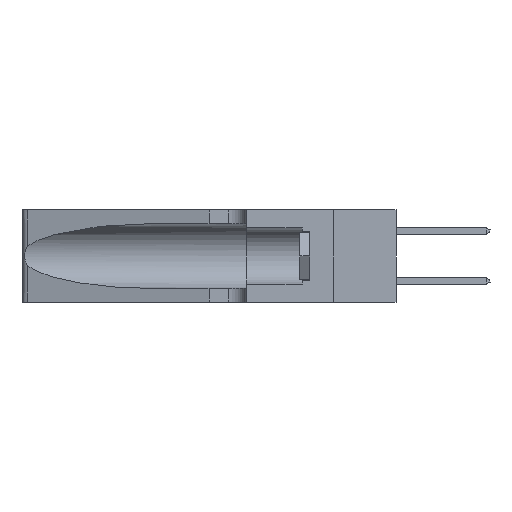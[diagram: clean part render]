
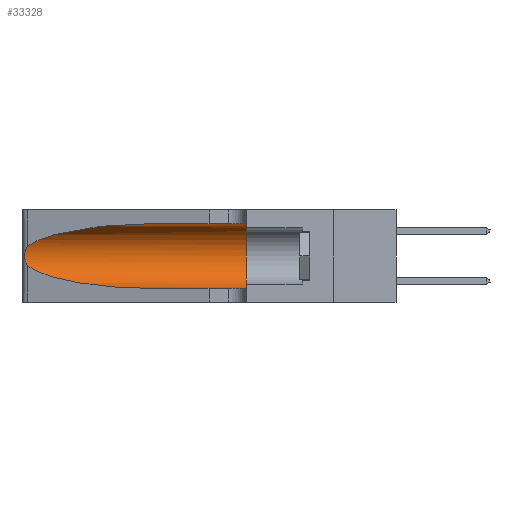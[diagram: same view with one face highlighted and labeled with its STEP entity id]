
A CAD part, left-side view. The second image highlights one B-rep face of the part: STEP entity #33328.
In plain terms, the highlighted cylindrical face has radius 3.308 mm (diameter 6.617 mm), a partial arc.
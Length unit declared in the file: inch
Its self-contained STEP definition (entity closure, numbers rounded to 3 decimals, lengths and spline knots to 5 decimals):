
#1374 = CARTESIAN_POINT ( 'NONE',  ( 0.25487, 1.22718, 0.14631 ) ) ;
#1940 = LINE ( 'NONE', #34367, #17818 ) ;
#2216 = CARTESIAN_POINT ( 'NONE',  ( 0.25487, 1.22718, 0.22369 ) ) ;
#2455 = CARTESIAN_POINT ( 'NONE',  ( 0.26075, 1.23896, 0.178 ) ) ;
#5672 = CARTESIAN_POINT ( 'NONE',  ( 0.25856, 1.23593, 0.16098 ) ) ;
#6190 = CYLINDRICAL_SURFACE ( 'NONE', #38693, 0.13025 ) ;
#7016 = B_SPLINE_CURVE_WITH_KNOTS ( 'NONE', 3,
 ( #15094, #34042, #30881, #37162, #18264, #40352, #21466, #2455, #24647, #5672, #27837, #8850, #31010, #12038 ),
 .UNSPECIFIED., .F., .F.,
 ( 4, 2, 2, 2, 2, 2, 4 ),
 ( 0., 0.00027, 0.00053, 0.00107, 0.0016, 0.00187, 0.00214 ),
 .UNSPECIFIED. ) ;
#7438 = EDGE_CURVE ( 'NONE', #39154, #26952, #7016, .T. ) ;
#8544 = VECTOR ( 'NONE', #32813, 39.37008 ) ;
#8850 = CARTESIAN_POINT ( 'NONE',  ( 0.25639, 1.23186, 0.15144 ) ) ;
#8894 = ORIENTED_EDGE ( 'NONE', *, *, #21361, .T. ) ;
#11323 =( BOUNDED_CURVE ( )  B_SPLINE_CURVE ( 3, ( #40104, #18018, #21209, #2216 ),
 .UNSPECIFIED., .F., .F. ) 
 B_SPLINE_CURVE_WITH_KNOTS ( ( 4, 4 ),
 ( 1.5708, 2.84003 ),
 .UNSPECIFIED. ) 
 CURVE ( )  GEOMETRIC_REPRESENTATION_ITEM ( )  RATIONAL_B_SPLINE_CURVE ( ( 1., 0.87, 0.87, 1. ) ) 
 REPRESENTATION_ITEM ( '' )  );
#11684 = EDGE_CURVE ( 'NONE', #23251, #34435, #15998, .T. ) ;
#12038 = CARTESIAN_POINT ( 'NONE',  ( 0.25487, 1.22718, 0.14631 ) ) ;
#13452 = EDGE_CURVE ( 'NONE', #26952, #30168, #23003, .T. ) ;
#14305 = CARTESIAN_POINT ( 'NONE',  ( 0.25487, 1.22718, 0.14631 ) ) ;
#15094 = CARTESIAN_POINT ( 'NONE',  ( 0.25487, 1.22718, 0.22369 ) ) ;
#15152 = CARTESIAN_POINT ( 'NONE',  ( 0.1305, 0.72297, 0.31525 ) ) ;
#15330 = ORIENTED_EDGE ( 'NONE', *, *, #7438, .T. ) ;
#15998 = LINE ( 'NONE', #17045, #8544 ) ;
#16297 = CARTESIAN_POINT ( 'NONE',  ( 0.1305, 0.35, 0.05475 ) ) ;
#16837 = CARTESIAN_POINT ( 'NONE',  ( 0.1305, 0.35, 0.185 ) ) ;
#17045 = CARTESIAN_POINT ( 'NONE',  ( 0.1305, 1.61858, 0.31525 ) ) ;
#17502 = CARTESIAN_POINT ( 'NONE',  ( 0.18966, 0.96281, 0.05475 ) ) ;
#17818 = VECTOR ( 'NONE', #37497, 39.37008 ) ;
#18018 = CARTESIAN_POINT ( 'NONE',  ( 0.18966, 0.96281, 0.31525 ) ) ;
#18200 = EDGE_CURVE ( 'NONE', #30168, #32479, #1940, .T. ) ;
#18264 = CARTESIAN_POINT ( 'NONE',  ( 0.25854, 1.2359, 0.20912 ) ) ;
#20016 = DIRECTION ( 'NONE',  ( 0., 0., 1. ) ) ;
#20379 = CARTESIAN_POINT ( 'NONE',  ( 0.1305, 1.61858, 0.185 ) ) ;
#20512 = CARTESIAN_POINT ( 'NONE',  ( 0.25487, 1.22718, 0.22369 ) ) ;
#21209 = CARTESIAN_POINT ( 'NONE',  ( 0.2373, 1.15595, 0.28018 ) ) ;
#21361 = EDGE_CURVE ( 'NONE', #23251, #39154, #11323, .T. ) ;
#21466 = CARTESIAN_POINT ( 'NONE',  ( 0.26075, 1.23896, 0.19203 ) ) ;
#21589 = EDGE_LOOP ( 'NONE', ( #8894, #15330, #30119, #40812, #28590, #25076 ) ) ;
#23003 =( BOUNDED_CURVE ( )  B_SPLINE_CURVE ( 3, ( #14305, #36399, #17502, #39576 ),
 .UNSPECIFIED., .F., .F. ) 
 B_SPLINE_CURVE_WITH_KNOTS ( ( 4, 4 ),
 ( 3.44316, 4.71239 ),
 .UNSPECIFIED. ) 
 CURVE ( )  GEOMETRIC_REPRESENTATION_ITEM ( )  RATIONAL_B_SPLINE_CURVE ( ( 1., 0.87, 0.87, 1. ) ) 
 REPRESENTATION_ITEM ( '' )  );
#23251 = VERTEX_POINT ( 'NONE', #15152 ) ;
#24647 = CARTESIAN_POINT ( 'NONE',  ( 0.26017, 1.23833, 0.17102 ) ) ;
#25040 = CARTESIAN_POINT ( 'NONE',  ( 0.1305, 0.72297, 0.05475 ) ) ;
#25076 = ORIENTED_EDGE ( 'NONE', *, *, #11684, .F. ) ;
#26952 = VERTEX_POINT ( 'NONE', #1374 ) ;
#27837 = CARTESIAN_POINT ( 'NONE',  ( 0.25789, 1.23486, 0.15765 ) ) ;
#28590 = ORIENTED_EDGE ( 'NONE', *, *, #32537, .F. ) ;
#29798 = DIRECTION ( 'NONE',  ( 0., 0., -1. ) ) ;
#30119 = ORIENTED_EDGE ( 'NONE', *, *, #13452, .T. ) ;
#30168 = VERTEX_POINT ( 'NONE', #25040 ) ;
#30562 = CIRCLE ( 'NONE', #40251, 0.13025 ) ;
#30881 = CARTESIAN_POINT ( 'NONE',  ( 0.25639, 1.23184, 0.21858 ) ) ;
#31010 = CARTESIAN_POINT ( 'NONE',  ( 0.25555, 1.22993, 0.14849 ) ) ;
#32479 = VERTEX_POINT ( 'NONE', #16297 ) ;
#32480 = FACE_OUTER_BOUND ( 'NONE', #21589, .T. ) ;
#32537 = EDGE_CURVE ( 'NONE', #34435, #32479, #30562, .T. ) ;
#32813 = DIRECTION ( 'NONE',  ( 0., -1., 0. ) ) ;
#33328 = ADVANCED_FACE ( 'NONE', ( #32480 ), #6190, .F. ) ;
#34042 = CARTESIAN_POINT ( 'NONE',  ( 0.25555, 1.22994, 0.2215 ) ) ;
#34367 = CARTESIAN_POINT ( 'NONE',  ( 0.1305, 1.61858, 0.05475 ) ) ;
#34435 = VERTEX_POINT ( 'NONE', #37757 ) ;
#36399 = CARTESIAN_POINT ( 'NONE',  ( 0.2373, 1.15595, 0.08982 ) ) ;
#37162 = CARTESIAN_POINT ( 'NONE',  ( 0.25787, 1.23484, 0.2124 ) ) ;
#37497 = DIRECTION ( 'NONE',  ( 0., -1., 0. ) ) ;
#37757 = CARTESIAN_POINT ( 'NONE',  ( 0.1305, 0.35, 0.31525 ) ) ;
#38693 = AXIS2_PLACEMENT_3D ( 'NONE', #20379, #39272, #29798 ) ;
#38916 = DIRECTION ( 'NONE',  ( 0., 1., 0. ) ) ;
#39154 = VERTEX_POINT ( 'NONE', #20512 ) ;
#39272 = DIRECTION ( 'NONE',  ( 0., -1., 0. ) ) ;
#39576 = CARTESIAN_POINT ( 'NONE',  ( 0.1305, 0.72297, 0.05475 ) ) ;
#40104 = CARTESIAN_POINT ( 'NONE',  ( 0.1305, 0.72297, 0.31525 ) ) ;
#40251 = AXIS2_PLACEMENT_3D ( 'NONE', #16837, #38916, #20016 ) ;
#40352 = CARTESIAN_POINT ( 'NONE',  ( 0.26018, 1.23835, 0.19895 ) ) ;
#40812 = ORIENTED_EDGE ( 'NONE', *, *, #18200, .T. ) ;
